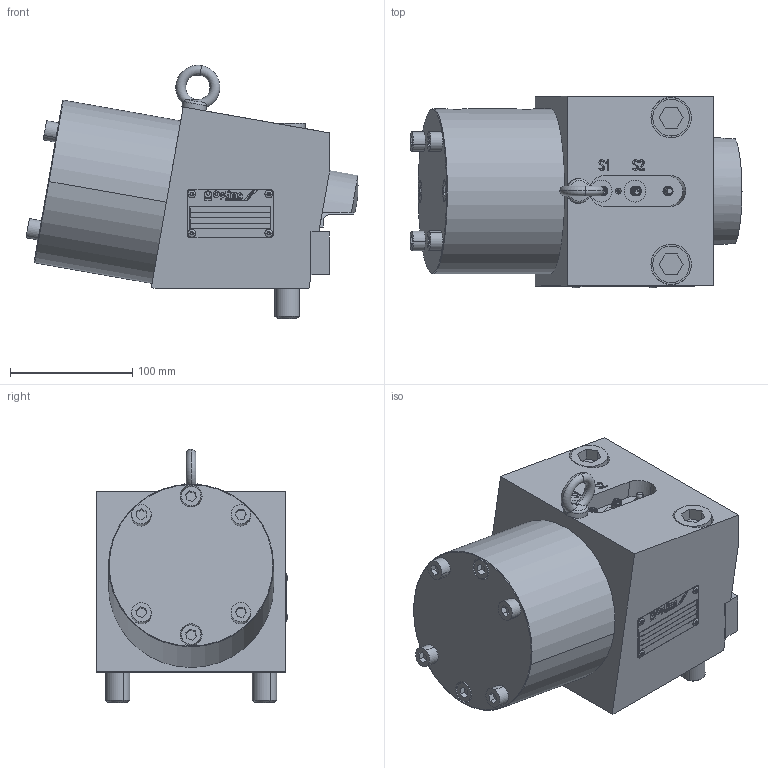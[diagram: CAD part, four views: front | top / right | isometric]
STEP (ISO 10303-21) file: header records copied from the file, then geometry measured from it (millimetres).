
FILE_DESCRIPTION(('STEP AP214'),'1');
FILE_NAME('38440101_HBS100_L_E.stp','2019-09-03T09:40:38',(' '),(' '),'Spatial InterOp 3D',' ',' ');
FILE_SCHEMA(('automotive_design'));
Length unit declared in the file: millimetre
Products named in the file (35): 1; 2; 3; 4; 5; 6; 7; 8; 9; _washers M8 x 1.; _Nut M8 x 1; 10; 11; 12; 13; 14; 15; 16; 17; 18; 19; 20; 21; 22; 23; din_580-m8-st; 24; 25; 26
Bounding box: 271.5 x 156.5 x 207.27 mm (x, y, z)
Volume: 3743333.6 mm3; surface area: 401043.7 mm2
Topology: 35 solids, 35 shells, 1398 faces, 3421 edges, 2188 vertices
Faces by surface type: plane 573, cylinder 434, cone 145, extrusion 133, torus 73, sphere 32, bspline 4, revolution 4
Entity records: 55479 total; most frequent: CARTESIAN_POINT 10566, DIRECTION 6801, ORIENTED_EDGE 6746, EDGE_CURVE 3373, AXIS2_PLACEMENT_3D 2481, VERTEX_POINT 2188, VECTOR 1835, LINE 1702
